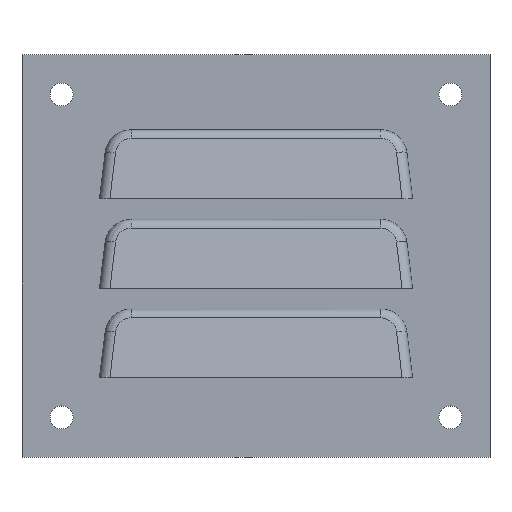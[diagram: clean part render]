
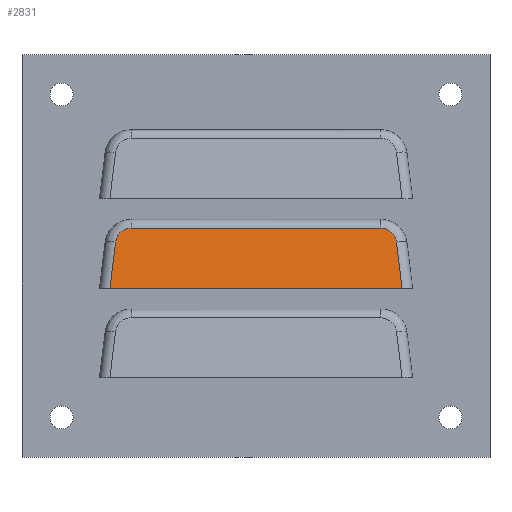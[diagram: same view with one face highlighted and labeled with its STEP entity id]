
A CAD part, top view. The second image highlights one B-rep face of the part: STEP entity #2831.
In plain terms, the highlighted planar face has unit normal (0, 0.17, 0.986).
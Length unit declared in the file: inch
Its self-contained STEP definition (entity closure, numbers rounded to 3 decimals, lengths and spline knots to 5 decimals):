
#80 = CARTESIAN_POINT ( 'NONE',  ( -1.38533, -0.30625, 0.375 ) ) ;
#439 = CARTESIAN_POINT ( 'NONE',  ( 1.18264, 0.26373, 0.2768 ) ) ;
#686 = CARTESIAN_POINT ( 'NONE',  ( -1.18264, 0.26373, 0.2768 ) ) ;
#1076 = ORIENTED_EDGE ( 'NONE', *, *, #12929, .F. ) ;
#1156 = VECTOR ( 'NONE', #3949, 39.37008 ) ;
#1221 =( BOUNDED_CURVE ( )  B_SPLINE_CURVE ( 3, ( #4790, #7963, #12960, #686 ),
 .UNSPECIFIED., .F., .F. ) 
 B_SPLINE_CURVE_WITH_KNOTS ( ( 4, 4 ),
 ( 4.83456, 6.28319 ),
 .UNSPECIFIED. ) 
 CURVE ( )  GEOMETRIC_REPRESENTATION_ITEM ( )  RATIONAL_B_SPLINE_CURVE ( ( 1., 0.833, 0.833, 1. ) ) 
 REPRESENTATION_ITEM ( '' )  );
#1807 = EDGE_CURVE ( 'NONE', #12839, #11409, #1221, .T. ) ;
#1836 = DIRECTION ( 'NONE',  ( 1., 0., 0. ) ) ;
#2831 = ADVANCED_FACE ( 'NONE', ( #8073 ), #13084, .T. ) ;
#3207 = CARTESIAN_POINT ( 'NONE',  ( -1.38533, -0.30625, 0.375 ) ) ;
#3329 = DIRECTION ( 'NONE',  ( 1., 0., 0. ) ) ;
#3889 = LINE ( 'NONE', #4805, #1156 ) ;
#3949 = DIRECTION ( 'NONE',  ( 0.12, -0.978, 0.169 ) ) ;
#4342 = CARTESIAN_POINT ( 'NONE',  ( -1.18264, 0.26373, 0.2768 ) ) ;
#4361 = VECTOR ( 'NONE', #8198, 39.37008 ) ;
#4785 = AXIS2_PLACEMENT_3D ( 'NONE', #7989, #12021, #12113 ) ;
#4790 = CARTESIAN_POINT ( 'NONE',  ( -1.33152, 0.13201, 0.2995 ) ) ;
#4805 = CARTESIAN_POINT ( 'NONE',  ( 1.33152, 0.13201, 0.2995 ) ) ;
#4859 = VECTOR ( 'NONE', #1836, 39.37008 ) ;
#5383 = EDGE_LOOP ( 'NONE', ( #5465, #1076, #6547, #12461, #9337, #7102 ) ) ;
#5465 = ORIENTED_EDGE ( 'NONE', *, *, #11774, .F. ) ;
#5645 = LINE ( 'NONE', #4342, #6282 ) ;
#5672 = CARTESIAN_POINT ( 'NONE',  ( 1.33152, 0.13201, 0.2995 ) ) ;
#6282 = VECTOR ( 'NONE', #3329, 39.37008 ) ;
#6547 = ORIENTED_EDGE ( 'NONE', *, *, #12033, .F. ) ;
#6951 = CARTESIAN_POINT ( 'NONE',  ( -1.38533, -0.30625, 0.375 ) ) ;
#7102 = ORIENTED_EDGE ( 'NONE', *, *, #11831, .T. ) ;
#7963 = CARTESIAN_POINT ( 'NONE',  ( -1.32182, 0.211, 0.28589 ) ) ;
#7989 = CARTESIAN_POINT ( 'NONE',  ( 0., -0.30625, 0.375 ) ) ;
#8073 = FACE_OUTER_BOUND ( 'NONE', #5383, .T. ) ;
#8198 = DIRECTION ( 'NONE',  ( 0.12, 0.978, -0.169 ) ) ;
#9131 = VERTEX_POINT ( 'NONE', #3207 ) ;
#9320 = VERTEX_POINT ( 'NONE', #11601 ) ;
#9337 = ORIENTED_EDGE ( 'NONE', *, *, #11892, .F. ) ;
#9559 = CARTESIAN_POINT ( 'NONE',  ( -1.33152, 0.13201, 0.2995 ) ) ;
#9565 = VERTEX_POINT ( 'NONE', #9898 ) ;
#9764 =( BOUNDED_CURVE ( )  B_SPLINE_CURVE ( 3, ( #439, #11800, #12858, #5672 ),
 .UNSPECIFIED., .F., .F. ) 
 B_SPLINE_CURVE_WITH_KNOTS ( ( 4, 4 ),
 ( 0., 1.44862 ),
 .UNSPECIFIED. ) 
 CURVE ( )  GEOMETRIC_REPRESENTATION_ITEM ( )  RATIONAL_B_SPLINE_CURVE ( ( 1., 0.833, 0.833, 1. ) ) 
 REPRESENTATION_ITEM ( '' )  );
#9814 = LINE ( 'NONE', #80, #4361 ) ;
#9815 = CARTESIAN_POINT ( 'NONE',  ( 1.38533, -0.30625, 0.375 ) ) ;
#9898 = CARTESIAN_POINT ( 'NONE',  ( 1.33152, 0.13201, 0.2995 ) ) ;
#11409 = VERTEX_POINT ( 'NONE', #11866 ) ;
#11601 = CARTESIAN_POINT ( 'NONE',  ( 1.18264, 0.26373, 0.2768 ) ) ;
#11663 = VERTEX_POINT ( 'NONE', #9815 ) ;
#11774 = EDGE_CURVE ( 'NONE', #9565, #11663, #3889, .T. ) ;
#11800 = CARTESIAN_POINT ( 'NONE',  ( 1.26222, 0.26373, 0.2768 ) ) ;
#11831 = EDGE_CURVE ( 'NONE', #9131, #11663, #12845, .T. ) ;
#11866 = CARTESIAN_POINT ( 'NONE',  ( -1.18264, 0.26373, 0.2768 ) ) ;
#11892 = EDGE_CURVE ( 'NONE', #9131, #12839, #9814, .T. ) ;
#12021 = DIRECTION ( 'NONE',  ( 0., 0.17, 0.985 ) ) ;
#12033 = EDGE_CURVE ( 'NONE', #11409, #9320, #5645, .T. ) ;
#12113 = DIRECTION ( 'NONE',  ( 1., 0., 0. ) ) ;
#12461 = ORIENTED_EDGE ( 'NONE', *, *, #1807, .F. ) ;
#12839 = VERTEX_POINT ( 'NONE', #9559 ) ;
#12845 = LINE ( 'NONE', #6951, #4859 ) ;
#12858 = CARTESIAN_POINT ( 'NONE',  ( 1.32182, 0.211, 0.28589 ) ) ;
#12929 = EDGE_CURVE ( 'NONE', #9320, #9565, #9764, .T. ) ;
#12960 = CARTESIAN_POINT ( 'NONE',  ( -1.26222, 0.26373, 0.2768 ) ) ;
#13084 = PLANE ( 'NONE',  #4785 ) ;
